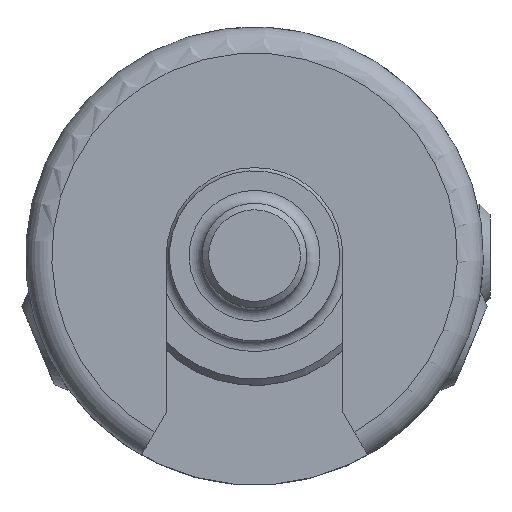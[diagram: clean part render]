
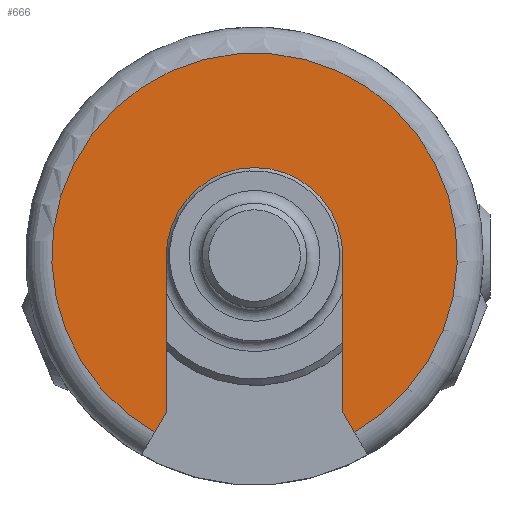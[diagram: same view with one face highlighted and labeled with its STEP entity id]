
A CAD part, top view. The second image highlights one B-rep face of the part: STEP entity #666.
In plain terms, the highlighted planar face has unit normal (0, 0, 1).
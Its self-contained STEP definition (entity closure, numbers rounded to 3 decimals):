
#578=CARTESIAN_POINT('',(7.646,-13.483,10.0));
#579=VERTEX_POINT('',#578);
#594=CARTESIAN_POINT('',(-7.64,-13.486,10.0));
#595=VERTEX_POINT('',#594);
#609=CARTESIAN_POINT('',(0.0,0.0,10.0));
#610=DIRECTION('',(0.0,0.0,-1.0));
#611=DIRECTION('',(0.,1.,0.0));
#612=AXIS2_PLACEMENT_3D('',#609,#610,#611);
#613=CIRCLE('',#612,15.5);
#614=EDGE_CURVE('',#595,#579,#613,.T.);
#619=CARTESIAN_POINT('',(0.0,0.0,10.0));
#620=DIRECTION('',(0.0,0.0,-1.0));
#621=DIRECTION('',(-1.0,0.0,0.0));
#622=AXIS2_PLACEMENT_3D('',#619,#620,#621);
#623=PLANE('',#622);
#624=ORIENTED_EDGE('',*,*,#614,.F.);
#625=CARTESIAN_POINT('',(-6.746,-11.937,10.0));
#626=VERTEX_POINT('',#625);
#627=CARTESIAN_POINT('',(-7.64,-13.486,10.0));
#628=DIRECTION('',(0.5,0.866,0.0));
#629=VECTOR('',#628,1.789);
#630=LINE('',#627,#629);
#631=EDGE_CURVE('',#595,#626,#630,.T.);
#632=ORIENTED_EDGE('',*,*,#631,.T.);
#633=CARTESIAN_POINT('',(-6.746,0.,10.0));
#634=VERTEX_POINT('',#633);
#635=CARTESIAN_POINT('',(-6.746,-11.937,10.0));
#636=DIRECTION('',(0.0,1.0,0.0));
#637=VECTOR('',#636,11.937);
#638=LINE('',#635,#637);
#639=EDGE_CURVE('',#626,#634,#638,.T.);
#640=ORIENTED_EDGE('',*,*,#639,.T.);
#641=CARTESIAN_POINT('',(6.754,0.,10.0));
#642=VERTEX_POINT('',#641);
#643=CARTESIAN_POINT('',(0.004,0.,10.0));
#644=DIRECTION('',(0.0,0.0,-1.0));
#645=DIRECTION('',(1.0,0.0,0.0));
#646=AXIS2_PLACEMENT_3D('',#643,#644,#645);
#647=CIRCLE('',#646,6.75);
#648=EDGE_CURVE('',#634,#642,#647,.T.);
#649=ORIENTED_EDGE('',*,*,#648,.T.);
#650=CARTESIAN_POINT('',(6.754,-11.937,10.0));
#651=VERTEX_POINT('',#650);
#652=CARTESIAN_POINT('',(6.754,0.,10.0));
#653=DIRECTION('',(0.0,-1.0,0.0));
#654=VECTOR('',#653,11.937);
#655=LINE('',#652,#654);
#656=EDGE_CURVE('',#642,#651,#655,.T.);
#657=ORIENTED_EDGE('',*,*,#656,.T.);
#658=CARTESIAN_POINT('',(6.754,-11.937,10.0));
#659=DIRECTION('',(0.5,-0.866,0.0));
#660=VECTOR('',#659,1.785);
#661=LINE('',#658,#660);
#662=EDGE_CURVE('',#651,#579,#661,.T.);
#663=ORIENTED_EDGE('',*,*,#662,.T.);
#664=EDGE_LOOP('',(#624,#632,#640,#649,#657,#663));
#665=FACE_OUTER_BOUND('',#664,.T.);
#666=ADVANCED_FACE('',(#665),#623,.F.);
